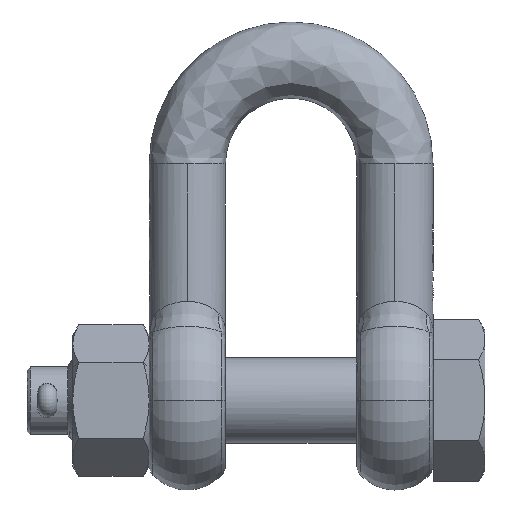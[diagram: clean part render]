
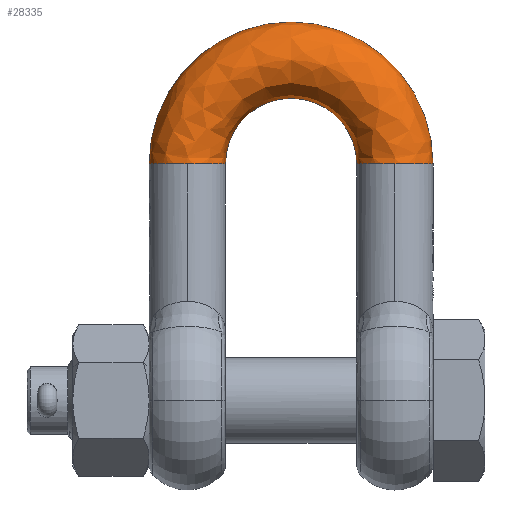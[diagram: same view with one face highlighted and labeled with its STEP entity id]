
A CAD part, top view. The second image highlights one B-rep face of the part: STEP entity #28335.
In plain terms, the highlighted free-form (B-spline) face has degree [3, 3] with [4, 4] control points.
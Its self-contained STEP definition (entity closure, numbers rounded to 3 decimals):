
#3157 = DIRECTION ( 'NONE',  ( -1., 0., 0. ) ) ;
#3158 = DIRECTION ( 'NONE',  ( 0., 0., 1. ) ) ;
#3159 = CARTESIAN_POINT ( 'NONE',  ( 0., 77.5, 0. ) ) ;
#3160 = AXIS2_PLACEMENT_3D ( 'NONE', #3159, #3158, #3157 ) ;
#3161 = CIRCLE ( 'NONE', #3160, 21.5 ) ;
#3163 = CARTESIAN_POINT ( 'NONE',  ( 21.5, 77.5, 0. ) ) ;
#3168 = DIRECTION ( 'NONE',  ( -1., 0., 0. ) ) ;
#3169 = DIRECTION ( 'NONE',  ( 0., 0., -1. ) ) ;
#3170 = CARTESIAN_POINT ( 'NONE',  ( 0., 77.5, 0. ) ) ;
#3171 = AXIS2_PLACEMENT_3D ( 'NONE', #3170, #3169, #3168 ) ;
#3180 = CIRCLE ( 'NONE', #3171, 46.5 ) ;
#3473 = CARTESIAN_POINT ( 'NONE',  ( -46.5, 77.5, 0. ) ) ;
#3474 = DIRECTION ( 'NONE',  ( 0., 0., -1. ) ) ;
#3475 = DIRECTION ( 'NONE',  ( 0., -1., 0. ) ) ;
#3476 = CARTESIAN_POINT ( 'NONE',  ( -34., 77.5, 0. ) ) ;
#3477 = AXIS2_PLACEMENT_3D ( 'NONE', #3476, #3475, #3474 ) ;
#3478 = CIRCLE ( 'NONE', #3477, 12.5 ) ;
#5573 = FACE_OUTER_BOUND ( 'NONE', #28473, .T. ) ;
#5718 =( BOUNDED_SURFACE ( )  B_SPLINE_SURFACE ( 3, 3, ( 
 ( #5780, #5801, #5805, #5804 ),
 ( #5786, #5785, #5784, #5783 ),
 ( #5782, #5800, #5799, #5781 ),
 ( #5789, #5788, #5787, #5779 ) ),
 .UNSPECIFIED., .F., .F., .T. ) 
 B_SPLINE_SURFACE_WITH_KNOTS ( ( 4, 4 ),
 ( 4, 4 ),
 ( 0., 1. ),
 ( 0., 1. ),
 .UNSPECIFIED. ) 
 GEOMETRIC_REPRESENTATION_ITEM ( )  RATIONAL_B_SPLINE_SURFACE ( (
 ( 1., 0.333, 0.333, 1.),
 ( 0.333, 0.111, 0.111, 0.333),
 ( 0.333, 0.111, 0.111, 0.333),
 ( 1., 0.333, 0.333, 1.) ) ) 
 REPRESENTATION_ITEM ( '' )  SURFACE ( )  );
#5779 = CARTESIAN_POINT ( 'NONE',  ( 46.5, 77.5, 0. ) ) ;
#5780 = CARTESIAN_POINT ( 'NONE',  ( -21.5, 77.5, 0. ) ) ;
#5781 = CARTESIAN_POINT ( 'NONE',  ( 46.5, 77.5, 25. ) ) ;
#5782 = CARTESIAN_POINT ( 'NONE',  ( -46.5, 77.5, 25. ) ) ;
#5783 = CARTESIAN_POINT ( 'NONE',  ( 21.5, 77.5, 25. ) ) ;
#5784 = CARTESIAN_POINT ( 'NONE',  ( 21.5, 120.5, 25. ) ) ;
#5785 = CARTESIAN_POINT ( 'NONE',  ( -21.5, 120.5, 25. ) ) ;
#5786 = CARTESIAN_POINT ( 'NONE',  ( -21.5, 77.5, 25. ) ) ;
#5787 = CARTESIAN_POINT ( 'NONE',  ( 46.5, 170.5, 0. ) ) ;
#5788 = CARTESIAN_POINT ( 'NONE',  ( -46.5, 170.5, 0. ) ) ;
#5789 = CARTESIAN_POINT ( 'NONE',  ( -46.5, 77.5, 0. ) ) ;
#5799 = CARTESIAN_POINT ( 'NONE',  ( 46.5, 170.5, 25. ) ) ;
#5800 = CARTESIAN_POINT ( 'NONE',  ( -46.5, 170.5, 25. ) ) ;
#5801 = CARTESIAN_POINT ( 'NONE',  ( -21.5, 120.5, 0. ) ) ;
#5804 = CARTESIAN_POINT ( 'NONE',  ( 21.5, 77.5, 0. ) ) ;
#5805 = CARTESIAN_POINT ( 'NONE',  ( 21.5, 120.5, 0. ) ) ;
#6118 = DIRECTION ( 'NONE',  ( 1., 0., 0. ) ) ;
#6119 = DIRECTION ( 'NONE',  ( 0., 1., 0. ) ) ;
#6120 = CARTESIAN_POINT ( 'NONE',  ( 34., 77.5, 0. ) ) ;
#6121 = AXIS2_PLACEMENT_3D ( 'NONE', #6120, #6119, #6118 ) ;
#6125 = CIRCLE ( 'NONE', #6121, 12.5 ) ;
#15325 = CARTESIAN_POINT ( 'NONE',  ( -34., 77.5, 12.5 ) ) ;
#15499 = CARTESIAN_POINT ( 'NONE',  ( -21.5, 77.5, 0. ) ) ;
#15739 = CARTESIAN_POINT ( 'NONE',  ( 46.5, 77.5, 0. ) ) ;
#15740 = CARTESIAN_POINT ( 'NONE',  ( 34., 77.5, 12.5 ) ) ;
#15741 = DIRECTION ( 'NONE',  ( 1., 0., 0. ) ) ;
#15742 = DIRECTION ( 'NONE',  ( 0., 1., 0. ) ) ;
#15743 = AXIS2_PLACEMENT_3D ( 'NONE', #15750, #15742, #15741 ) ;
#15744 = CIRCLE ( 'NONE', #15743, 12.5 ) ;
#15750 = CARTESIAN_POINT ( 'NONE',  ( 34., 77.5, 0. ) ) ;
#15831 = DIRECTION ( 'NONE',  ( 0., 0., -1. ) ) ;
#15832 = DIRECTION ( 'NONE',  ( 0., -1., 0. ) ) ;
#15833 = CARTESIAN_POINT ( 'NONE',  ( -34., 77.5, 0. ) ) ;
#15834 = AXIS2_PLACEMENT_3D ( 'NONE', #15833, #15832, #15831 ) ;
#15835 = CIRCLE ( 'NONE', #15834, 12.5 ) ;
#24975 = VERTEX_POINT ( 'NONE', #15325 ) ;
#25104 = VERTEX_POINT ( 'NONE', #15499 ) ;
#25203 = EDGE_CURVE ( 'NONE', #25204, #25205, #15744, .T. ) ;
#25204 = VERTEX_POINT ( 'NONE', #15740 ) ;
#25205 = VERTEX_POINT ( 'NONE', #15739 ) ;
#25225 = EDGE_CURVE ( 'NONE', #25104, #24975, #15835, .T. ) ;
#28335 = ADVANCED_FACE ( 'NONE', ( #5573 ), #5718, .F. ) ;
#28473 = EDGE_LOOP ( 'NONE', ( #28474, #28475, #28476, #28612, #28613, #28497 ) ) ;
#28474 = ORIENTED_EDGE ( 'NONE', *, *, #25225, .F. ) ;
#28475 = ORIENTED_EDGE ( 'NONE', *, *, #33291, .F. ) ;
#28476 = ORIENTED_EDGE ( 'NONE', *, *, #28477, .T. ) ;
#28477 = EDGE_CURVE ( 'NONE', #33289, #25204, #6125, .T. ) ;
#28497 = ORIENTED_EDGE ( 'NONE', *, *, #33348, .F. ) ;
#28612 = ORIENTED_EDGE ( 'NONE', *, *, #25203, .T. ) ;
#28613 = ORIENTED_EDGE ( 'NONE', *, *, #33285, .F. ) ;
#33285 = EDGE_CURVE ( 'NONE', #33349, #25205, #3180, .T. ) ;
#33289 = VERTEX_POINT ( 'NONE', #3163 ) ;
#33291 = EDGE_CURVE ( 'NONE', #33289, #25104, #3161, .T. ) ;
#33348 = EDGE_CURVE ( 'NONE', #24975, #33349, #3478, .T. ) ;
#33349 = VERTEX_POINT ( 'NONE', #3473 ) ;
